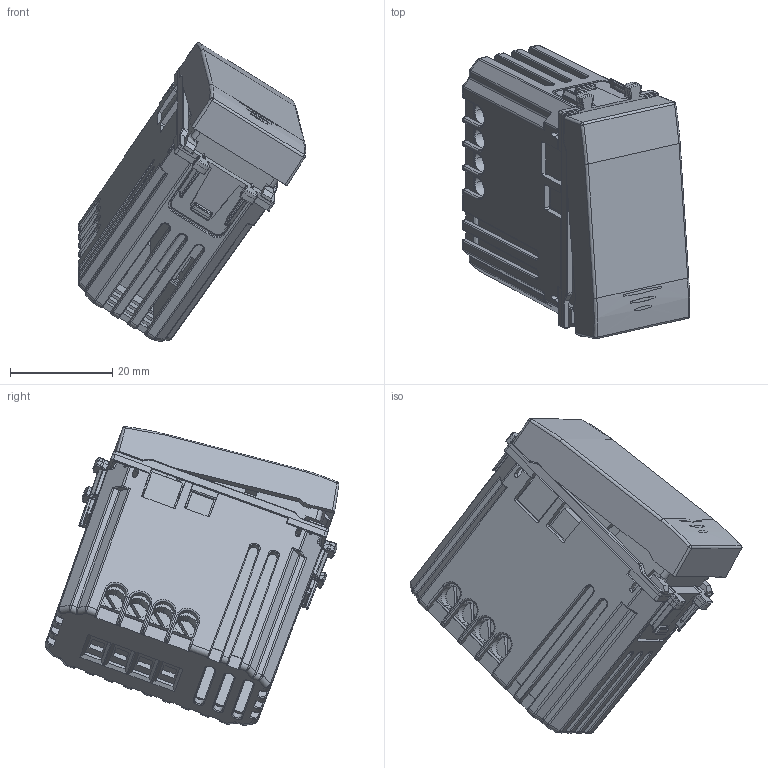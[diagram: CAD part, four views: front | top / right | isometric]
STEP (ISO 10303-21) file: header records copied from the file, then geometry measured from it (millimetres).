
FILE_DESCRIPTION(('CATIA V5 STEP Exchange'),'2;1');
FILE_NAME('441048UL.stp','2024-02-27T09:15:35+00:00',('none'),('none'),'CATIA Version 5-6 Release 2016 SP6','CATIA V5 STEP AP203','none');
FILE_SCHEMA(('CONFIG_CONTROL_DESIGN'));
Products named in the file (5): 441048UL; DA1313; AS2350; DA1314; DA1315
Assembly tree (16 placements, depth 4):
  441048UL
    #57
    #42062
    #65735
    DA1313
      #76040
      #78251
      AS2350
        #80014
        #82096
        #82745
    DA1314
      #83818
    DA1315
      #86590
      #88620
    #89643
Bounding box: 44.53 x 57.63 x 58.56 mm (x, y, z)
Volume: 17689.7 mm3; surface area: 30578.1 mm2
Topology: 20 solids, 20 shells, 2189 faces, 5886 edges, 3629 vertices
Faces by surface type: plane 1038, cylinder 729, bspline 256, cone 88, sphere 40, torus 30, revolution 8
Entity records: 89841 total; most frequent: CARTESIAN_POINT 41831, ORIENTED_EDGE 11614, DIRECTION 6996, EDGE_CURVE 5771, VERTEX_POINT 3598, VECTOR 3344, LINE 3344, EDGE_LOOP 2251
